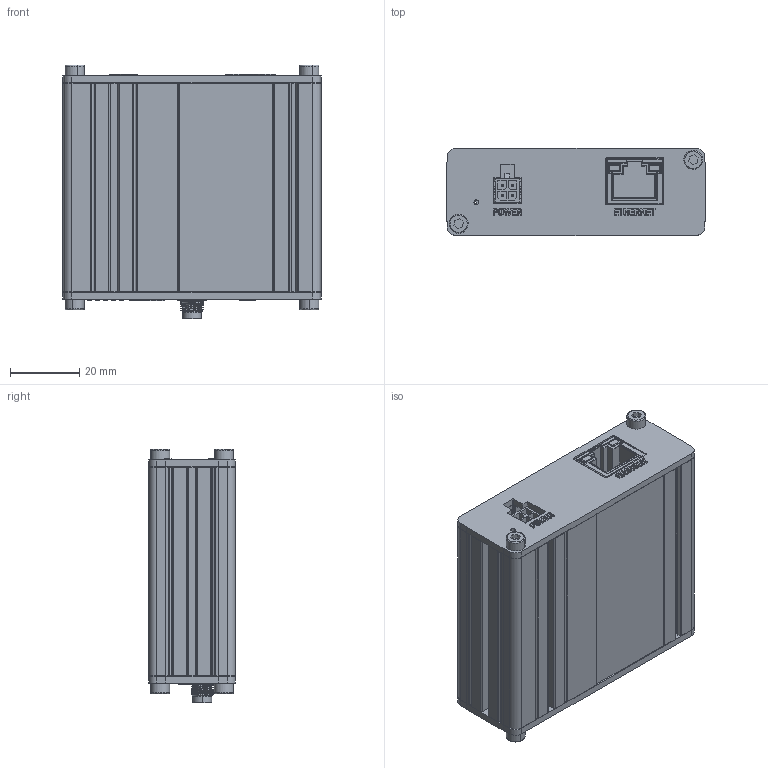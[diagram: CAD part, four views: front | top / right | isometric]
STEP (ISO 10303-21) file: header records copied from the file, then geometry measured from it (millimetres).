
FILE_DESCRIPTION (( 'STEP AP214' ), '1' );
FILE_NAME ('TRB140.STEP', '2019-03-01T11:26:59', ( '' ), ( '' ), 'SwSTEP 2.0', 'SolidWorks 2019', '' );
FILE_SCHEMA (( 'AUTOMOTIVE_DESIGN' ));
Length unit declared in the file: millimetre
Products named in the file (6): TRB140; TRB140_Front_Panel_T140DFP002_v2; DIN912_M3x8; TRB140_Rear_Panel_T140DRP002_v2; TRB140_04_dummy; TRB14x_korpusas_T14XDHS002_v2
Assembly tree (8 placements, depth 2):
  TRB140
    TRB14x_korpusas_T14XDHS002_v2
    DIN912_M3x8  x4
    TRB140_Rear_Panel_T140DRP002_v2
    TRB140_Front_Panel_T140DFP002_v2
    TRB140_04_dummy
Bounding box: 74.5 x 25 x 73.19 mm (x, y, z)
Volume: 49041.2 mm3; surface area: 53894.1 mm2
Topology: 16 solids, 18 shells, 2968 faces, 8253 edges, 5418 vertices
Faces by surface type: plane 1766, cylinder 616, bspline 531, cone 31, sphere 20, torus 4
Entity records: 139429 total; most frequent: CARTESIAN_POINT 40382, ORIENTED_EDGE 16172, DIRECTION 12782, EDGE_CURVE 8086, LINE 5826, VECTOR 5826, VERTEX_POINT 5325, AXIS2_PLACEMENT_3D 3478
